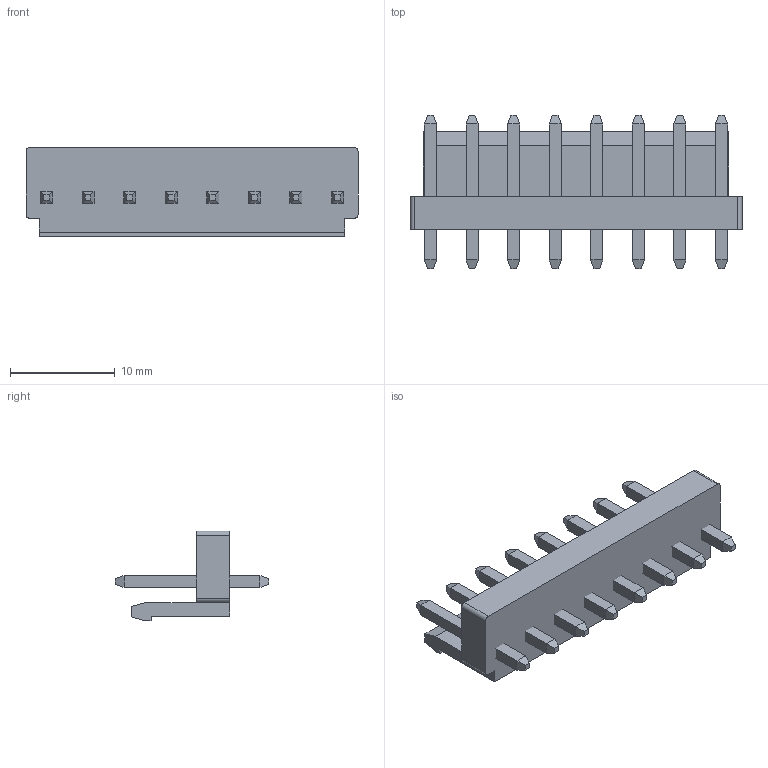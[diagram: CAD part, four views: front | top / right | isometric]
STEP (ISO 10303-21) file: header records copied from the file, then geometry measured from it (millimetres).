
FILE_DESCRIPTION(/* description */ (''),/* implementation_level */ '2;1');
FILE_NAME(/* name */ 'B8P-VH.step',/* time_stamp */ '2023-10-29T21:16:34+01:00',/* author */ (''),/* organization */ (''),/* preprocessor_version */ 'ST-DEVELOPER v20',/* originating_system */ 'Autodesk Translation Framework v12.14.0.127',/* authorisation */ '');
FILE_SCHEMA (('AUTOMOTIVE_DESIGN { 1 0 10303 214 3 1 1 }'));
Length unit declared in the file: millimetre
Products named in the file (1): B8P-VH
Bounding box: 31.62 x 14.6 x 8.55 mm (x, y, z)
Volume: 1196.9 mm3; surface area: 1666.3 mm2
Topology: 9 solids, 9 shells, 132 faces, 276 edges, 162 vertices
Faces by surface type: plane 128, cylinder 4
Entity records: 3399 total; most frequent: CARTESIAN_POINT 571, ORIENTED_EDGE 552, DIRECTION 550, EDGE_CURVE 276, LINE 268, VECTOR 268, VERTEX_POINT 162, AXIS2_PLACEMENT_3D 141
